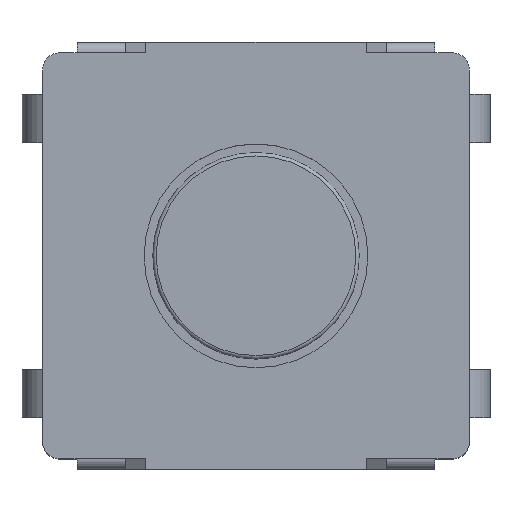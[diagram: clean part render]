
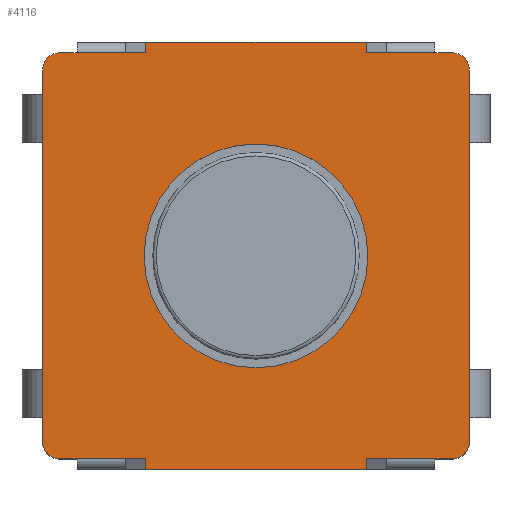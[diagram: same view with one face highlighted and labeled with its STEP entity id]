
A CAD part, top view. The second image highlights one B-rep face of the part: STEP entity #4116.
In plain terms, the highlighted planar face has unit normal (0, 0, 1).
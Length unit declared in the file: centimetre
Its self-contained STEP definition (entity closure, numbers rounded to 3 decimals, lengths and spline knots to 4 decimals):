
#30=FACE_BOUND('',#516,.T.);
#154=CIRCLE('',#4395,0.025);
#155=CIRCLE('',#4396,0.025);
#156=CIRCLE('',#4397,0.025);
#157=CIRCLE('',#4398,0.025);
#158=CIRCLE('',#4399,0.1625);
#289=FACE_OUTER_BOUND('',#515,.T.);
#515=EDGE_LOOP('',(#3001,#3002,#3003,#3004,#3005,#3006,#3007,#3008,#3009,
#3010,#3011,#3012,#3013,#3014,#3015,#3016,#3017,#3018,#3019,#3020,#3021,
#3022,#3023,#3024));
#516=EDGE_LOOP('',(#3025));
#867=LINE('',#6239,#1354);
#870=LINE('',#6245,#1357);
#873=LINE('',#6249,#1360);
#876=LINE('',#6255,#1363);
#877=LINE('',#6259,#1364);
#880=LINE('',#6263,#1367);
#882=LINE('',#6267,#1369);
#883=LINE('',#6270,#1370);
#885=LINE('',#6274,#1372);
#886=LINE('',#6276,#1373);
#887=LINE('',#6278,#1374);
#888=LINE('',#6282,#1375);
#889=LINE('',#6286,#1376);
#890=LINE('',#6287,#1377);
#891=LINE('',#6289,#1378);
#892=LINE('',#6291,#1379);
#893=LINE('',#6295,#1380);
#894=LINE('',#6299,#1381);
#895=LINE('',#6301,#1382);
#896=LINE('',#6302,#1383);
#1354=VECTOR('',#4995,1.);
#1357=VECTOR('',#5000,1.);
#1360=VECTOR('',#5005,1.);
#1363=VECTOR('',#5010,1.);
#1364=VECTOR('',#5013,1.);
#1367=VECTOR('',#5018,1.);
#1369=VECTOR('',#5022,1.);
#1370=VECTOR('',#5025,1.);
#1372=VECTOR('',#5029,1.);
#1373=VECTOR('',#5030,1.);
#1374=VECTOR('',#5031,1.);
#1375=VECTOR('',#5034,1.);
#1376=VECTOR('',#5037,1.);
#1377=VECTOR('',#5038,1.);
#1378=VECTOR('',#5039,1.);
#1379=VECTOR('',#5040,1.);
#1380=VECTOR('',#5043,1.);
#1381=VECTOR('',#5046,1.);
#1382=VECTOR('',#5047,1.);
#1383=VECTOR('',#5048,1.);
#1826=VERTEX_POINT('',#6237);
#1827=VERTEX_POINT('',#6238);
#1828=VERTEX_POINT('',#6243);
#1829=VERTEX_POINT('',#6244);
#1830=VERTEX_POINT('',#6251);
#1831=VERTEX_POINT('',#6253);
#1832=VERTEX_POINT('',#6257);
#1833=VERTEX_POINT('',#6258);
#1834=VERTEX_POINT('',#6265);
#1835=VERTEX_POINT('',#6269);
#1836=VERTEX_POINT('',#6273);
#1837=VERTEX_POINT('',#6275);
#1838=VERTEX_POINT('',#6277);
#1839=VERTEX_POINT('',#6279);
#1840=VERTEX_POINT('',#6281);
#1841=VERTEX_POINT('',#6283);
#1842=VERTEX_POINT('',#6285);
#1843=VERTEX_POINT('',#6288);
#1844=VERTEX_POINT('',#6290);
#1845=VERTEX_POINT('',#6292);
#1846=VERTEX_POINT('',#6294);
#1847=VERTEX_POINT('',#6296);
#1848=VERTEX_POINT('',#6298);
#1849=VERTEX_POINT('',#6300);
#1850=VERTEX_POINT('',#6303);
#2273=EDGE_CURVE('',#1826,#1827,#867,.T.);
#2276=EDGE_CURVE('',#1828,#1829,#870,.T.);
#2279=EDGE_CURVE('',#1829,#1826,#873,.T.);
#2282=EDGE_CURVE('',#1830,#1831,#876,.T.);
#2283=EDGE_CURVE('',#1832,#1833,#877,.T.);
#2286=EDGE_CURVE('',#1831,#1832,#880,.T.);
#2288=EDGE_CURVE('',#1827,#1834,#882,.T.);
#2289=EDGE_CURVE('',#1835,#1828,#883,.T.);
#2291=EDGE_CURVE('',#1836,#1833,#885,.T.);
#2292=EDGE_CURVE('',#1837,#1836,#886,.T.);
#2293=EDGE_CURVE('',#1838,#1837,#887,.T.);
#2294=EDGE_CURVE('',#1839,#1838,#154,.T.);
#2295=EDGE_CURVE('',#1839,#1840,#888,.T.);
#2296=EDGE_CURVE('',#1841,#1840,#155,.T.);
#2297=EDGE_CURVE('',#1841,#1842,#889,.T.);
#2298=EDGE_CURVE('',#1842,#1835,#890,.T.);
#2299=EDGE_CURVE('',#1834,#1843,#891,.T.);
#2300=EDGE_CURVE('',#1843,#1844,#892,.T.);
#2301=EDGE_CURVE('',#1845,#1844,#156,.T.);
#2302=EDGE_CURVE('',#1845,#1846,#893,.T.);
#2303=EDGE_CURVE('',#1847,#1846,#157,.T.);
#2304=EDGE_CURVE('',#1848,#1847,#894,.T.);
#2305=EDGE_CURVE('',#1849,#1848,#895,.T.);
#2306=EDGE_CURVE('',#1830,#1849,#896,.T.);
#2307=EDGE_CURVE('',#1850,#1850,#158,.T.);
#3001=ORIENTED_EDGE('',*,*,#2291,.F.);
#3002=ORIENTED_EDGE('',*,*,#2292,.F.);
#3003=ORIENTED_EDGE('',*,*,#2293,.F.);
#3004=ORIENTED_EDGE('',*,*,#2294,.F.);
#3005=ORIENTED_EDGE('',*,*,#2295,.T.);
#3006=ORIENTED_EDGE('',*,*,#2296,.F.);
#3007=ORIENTED_EDGE('',*,*,#2297,.T.);
#3008=ORIENTED_EDGE('',*,*,#2298,.T.);
#3009=ORIENTED_EDGE('',*,*,#2289,.T.);
#3010=ORIENTED_EDGE('',*,*,#2276,.T.);
#3011=ORIENTED_EDGE('',*,*,#2279,.T.);
#3012=ORIENTED_EDGE('',*,*,#2273,.T.);
#3013=ORIENTED_EDGE('',*,*,#2288,.T.);
#3014=ORIENTED_EDGE('',*,*,#2299,.T.);
#3015=ORIENTED_EDGE('',*,*,#2300,.T.);
#3016=ORIENTED_EDGE('',*,*,#2301,.F.);
#3017=ORIENTED_EDGE('',*,*,#2302,.T.);
#3018=ORIENTED_EDGE('',*,*,#2303,.F.);
#3019=ORIENTED_EDGE('',*,*,#2304,.F.);
#3020=ORIENTED_EDGE('',*,*,#2305,.F.);
#3021=ORIENTED_EDGE('',*,*,#2306,.F.);
#3022=ORIENTED_EDGE('',*,*,#2282,.T.);
#3023=ORIENTED_EDGE('',*,*,#2286,.T.);
#3024=ORIENTED_EDGE('',*,*,#2283,.T.);
#3025=ORIENTED_EDGE('',*,*,#2307,.T.);
#3940=PLANE('',#4394);
#4116=ADVANCED_FACE('',(#289,#30),#3940,.T.);
#4394=AXIS2_PLACEMENT_3D('',#6272,#5027,#5028);
#4395=AXIS2_PLACEMENT_3D('',#6280,#5032,#5033);
#4396=AXIS2_PLACEMENT_3D('',#6284,#5035,#5036);
#4397=AXIS2_PLACEMENT_3D('',#6293,#5041,#5042);
#4398=AXIS2_PLACEMENT_3D('',#6297,#5044,#5045);
#4399=AXIS2_PLACEMENT_3D('',#6304,#5049,#5050);
#4995=DIRECTION('',(0.,-1.,0.));
#5000=DIRECTION('',(0.,1.,0.));
#5005=DIRECTION('',(-1.,0.,0.));
#5010=DIRECTION('',(0.,-1.,0.));
#5013=DIRECTION('',(0.,1.,0.));
#5018=DIRECTION('',(1.,0.,0.));
#5022=DIRECTION('',(-1.,0.,0.));
#5025=DIRECTION('',(-1.,0.,0.));
#5027=DIRECTION('center_axis',(0.,0.,1.));
#5028=DIRECTION('ref_axis',(-1.,0.,0.));
#5029=DIRECTION('',(-1.,0.,0.));
#5030=DIRECTION('',(-1.,0.,0.));
#5031=DIRECTION('',(-1.,0.,0.));
#5032=DIRECTION('center_axis',(0.,0.,-1.));
#5033=DIRECTION('ref_axis',(0.707,-0.707,0.));
#5034=DIRECTION('',(0.,1.,0.));
#5035=DIRECTION('center_axis',(0.,0.,-1.));
#5036=DIRECTION('ref_axis',(0.707,0.707,0.));
#5037=DIRECTION('',(-1.,0.,0.));
#5038=DIRECTION('',(-1.,0.,0.));
#5039=DIRECTION('',(-1.,0.,0.));
#5040=DIRECTION('',(-1.,0.,0.));
#5041=DIRECTION('center_axis',(0.,0.,-1.));
#5042=DIRECTION('ref_axis',(-0.707,0.707,0.));
#5043=DIRECTION('',(0.,-1.,0.));
#5044=DIRECTION('center_axis',(0.,0.,-1.));
#5045=DIRECTION('ref_axis',(-0.707,-0.707,0.));
#5046=DIRECTION('',(-1.,0.,0.));
#5047=DIRECTION('',(-1.,0.,0.));
#5048=DIRECTION('',(-1.,0.,0.));
#5049=DIRECTION('center_axis',(0.,0.,-1.));
#5050=DIRECTION('ref_axis',(0.,1.,0.));
#6237=CARTESIAN_POINT('',(-0.16,0.31,0.26));
#6238=CARTESIAN_POINT('',(-0.16,0.295,0.26));
#6239=CARTESIAN_POINT('',(-0.16,0.31,0.26));
#6243=CARTESIAN_POINT('',(0.16,0.295,0.26));
#6244=CARTESIAN_POINT('',(0.16,0.31,0.26));
#6245=CARTESIAN_POINT('',(0.16,0.295,0.26));
#6249=CARTESIAN_POINT('',(0.16,0.31,0.26));
#6251=CARTESIAN_POINT('',(-0.16,-0.295,0.26));
#6253=CARTESIAN_POINT('',(-0.16,-0.31,0.26));
#6255=CARTESIAN_POINT('',(-0.16,-0.2946,0.26));
#6257=CARTESIAN_POINT('',(0.16,-0.31,0.26));
#6258=CARTESIAN_POINT('',(0.16,-0.295,0.26));
#6259=CARTESIAN_POINT('',(0.16,-0.31,0.26));
#6263=CARTESIAN_POINT('',(-0.16,-0.31,0.26));
#6265=CARTESIAN_POINT('',(-0.19,0.295,0.26));
#6267=CARTESIAN_POINT('',(0.,0.295,0.26));
#6269=CARTESIAN_POINT('',(0.19,0.295,0.26));
#6270=CARTESIAN_POINT('',(0.,0.295,0.26));
#6272=CARTESIAN_POINT('Origin',(0.,0.295,0.26));
#6273=CARTESIAN_POINT('',(0.19,-0.295,0.26));
#6274=CARTESIAN_POINT('',(0.,-0.295,0.26));
#6275=CARTESIAN_POINT('',(0.26,-0.295,0.26));
#6276=CARTESIAN_POINT('',(0.,-0.295,0.26));
#6277=CARTESIAN_POINT('',(0.285,-0.295,0.26));
#6278=CARTESIAN_POINT('',(0.,-0.295,0.26));
#6279=CARTESIAN_POINT('',(0.31,-0.27,0.26));
#6280=CARTESIAN_POINT('Origin',(0.285,-0.27,0.26));
#6281=CARTESIAN_POINT('',(0.31,0.27,0.26));
#6282=CARTESIAN_POINT('',(0.31,-0.295,0.26));
#6283=CARTESIAN_POINT('',(0.285,0.295,0.26));
#6284=CARTESIAN_POINT('Origin',(0.285,0.27,0.26));
#6285=CARTESIAN_POINT('',(0.26,0.295,0.26));
#6286=CARTESIAN_POINT('',(0.,0.295,0.26));
#6287=CARTESIAN_POINT('',(0.,0.295,0.26));
#6288=CARTESIAN_POINT('',(-0.26,0.295,0.26));
#6289=CARTESIAN_POINT('',(0.,0.295,0.26));
#6290=CARTESIAN_POINT('',(-0.285,0.295,0.26));
#6291=CARTESIAN_POINT('',(0.,0.295,0.26));
#6292=CARTESIAN_POINT('',(-0.31,0.27,0.26));
#6293=CARTESIAN_POINT('Origin',(-0.285,0.27,0.26));
#6294=CARTESIAN_POINT('',(-0.31,-0.27,0.26));
#6295=CARTESIAN_POINT('',(-0.31,-0.295,0.26));
#6296=CARTESIAN_POINT('',(-0.285,-0.295,0.26));
#6297=CARTESIAN_POINT('Origin',(-0.285,-0.27,0.26));
#6298=CARTESIAN_POINT('',(-0.26,-0.295,0.26));
#6299=CARTESIAN_POINT('',(0.,-0.295,0.26));
#6300=CARTESIAN_POINT('',(-0.19,-0.295,0.26));
#6301=CARTESIAN_POINT('',(0.,-0.295,0.26));
#6302=CARTESIAN_POINT('',(0.,-0.295,0.26));
#6303=CARTESIAN_POINT('',(0.,-0.1625,0.26));
#6304=CARTESIAN_POINT('Origin',(0.,0.,0.26));
